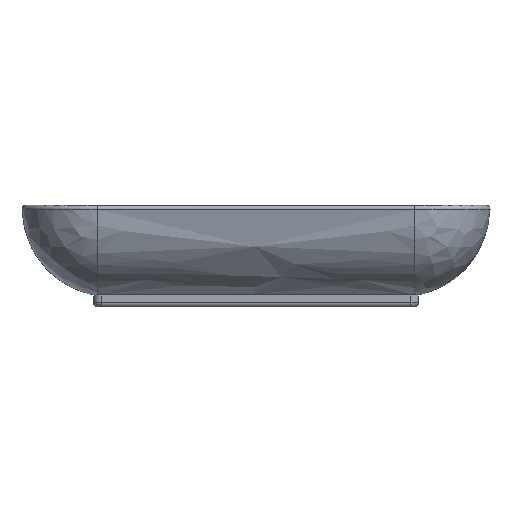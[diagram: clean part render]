
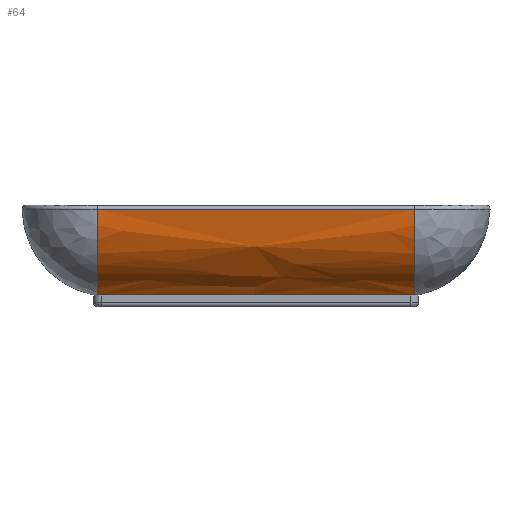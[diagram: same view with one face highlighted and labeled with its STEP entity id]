
A CAD part, front view. The second image highlights one B-rep face of the part: STEP entity #64.
In plain terms, the highlighted free-form (B-spline) face has degree [1, 3] with [2, 4] control points.
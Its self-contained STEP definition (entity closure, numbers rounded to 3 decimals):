
#64=ADVANCED_FACE('',(#272),#3023,.T.);
#272=FACE_OUTER_BOUND('',#480,.T.);
#480=EDGE_LOOP('',(#847,#848,#849,#850));
#847=ORIENTED_EDGE('',*,*,#1817,.F.);
#848=ORIENTED_EDGE('',*,*,#1813,.T.);
#849=ORIENTED_EDGE('',*,*,#1818,.F.);
#850=ORIENTED_EDGE('',*,*,#1816,.F.);
#1813=EDGE_CURVE('',#2821,#2822,#2244,.T.);
#1816=EDGE_CURVE('',#2823,#2824,#2245,.T.);
#1817=EDGE_CURVE('',#2821,#2823,#2246,.T.);
#1818=EDGE_CURVE('',#2824,#2822,#2247,.T.);
#2244=B_SPLINE_CURVE_WITH_KNOTS('',3,(#18282,#18283,#18284,#18285),
 .UNSPECIFIED.,.F.,.F.,(4,4),(-166.785,0.),.UNSPECIFIED.);
#2245=B_SPLINE_CURVE_WITH_KNOTS('',3,(#18292,#18293,#18294,#18295),
 .UNSPECIFIED.,.F.,.F.,(4,4),(-166.785,0.),.UNSPECIFIED.);
#2246=B_SPLINE_CURVE_WITH_KNOTS('',1,(#18296,#18297),.UNSPECIFIED.,.F.,
 .F.,(2,2),(-420.,0.),.UNSPECIFIED.);
#2247=B_SPLINE_CURVE_WITH_KNOTS('',3,(#18298,#18299,#18300,#18301,#18302,
#18303,#18304,#18305,#18306,#18307,#18308,#18309,#18310,#18311,#18312,#18313,
#18314,#18315,#18316,#18317,#18318,#18319,#18320,#18321,#18322,#18323,#18324,
#18325,#18326,#18327,#18328,#18329,#18330,#18331,#18332,#18333,#18334,#18335,
#18336),.UNSPECIFIED.,.F.,.F.,(4,2,2,2,2,2,2,1,1,1,1,1,1,1,1,1,1,1,2,2,
2,2,2,2,4),(-420.709,-419.065,-418.244,-417.422,
-416.6,-415.778,-414.957,-414.135,
-407.562,-394.414,-368.12,-315.532,
-210.354,-105.177,-52.589,-26.294,
-13.147,-6.574,-5.752,-4.93,
-4.108,-3.287,-2.465,-1.643,
0.),.UNSPECIFIED.);
#2821=VERTEX_POINT('',#17211);
#2822=VERTEX_POINT('',#17212);
#2823=VERTEX_POINT('',#17213);
#2824=VERTEX_POINT('',#17214);
#3023=B_SPLINE_SURFACE_WITH_KNOTS('',1,3,((#6466,#6467,#6468,#6469),(#6470,
#6471,#6472,#6473)),.UNSPECIFIED.,.F.,.F.,.F.,(2,2),(4,4),(0.,
420.),(0.,174.878),.UNSPECIFIED.);
#6466=CARTESIAN_POINT('',(-203.103,-108.713,15.825));
#6467=CARTESIAN_POINT('',(-203.103,-169.281,29.492));
#6468=CARTESIAN_POINT('',(-203.103,-199.852,77.143));
#6469=CARTESIAN_POINT('',(-203.103,-200.699,130.825));
#6470=CARTESIAN_POINT('',(203.575,-108.713,15.825));
#6471=CARTESIAN_POINT('',(203.575,-169.281,29.492));
#6472=CARTESIAN_POINT('',(203.575,-199.852,77.143));
#6473=CARTESIAN_POINT('',(203.575,-200.699,130.825));
#17211=CARTESIAN_POINT('',(-203.103,-200.525,125.663));
#17212=CARTESIAN_POINT('',(-203.103,-110.131,16.152));
#17213=CARTESIAN_POINT('',(203.575,-200.525,125.663));
#17214=CARTESIAN_POINT('',(203.575,-110.131,16.152));
#18282=CARTESIAN_POINT('',(-203.103,-200.525,125.663));
#18283=CARTESIAN_POINT('',(-203.103,-197.876,74.529));
#18284=CARTESIAN_POINT('',(-203.103,-167.825,29.783));
#18285=CARTESIAN_POINT('',(-203.103,-110.131,16.152));
#18292=CARTESIAN_POINT('',(203.575,-200.525,125.663));
#18293=CARTESIAN_POINT('',(203.575,-197.876,74.529));
#18294=CARTESIAN_POINT('',(203.575,-167.825,29.783));
#18295=CARTESIAN_POINT('',(203.575,-110.131,16.152));
#18296=CARTESIAN_POINT('',(-203.103,-200.525,125.663));
#18297=CARTESIAN_POINT('',(203.575,-200.525,125.663));
#18298=CARTESIAN_POINT('',(203.575,-110.131,16.152));
#18299=CARTESIAN_POINT('',(203.145,-110.433,16.224));
#18300=CARTESIAN_POINT('',(202.693,-110.694,16.286));
#18301=CARTESIAN_POINT('',(201.979,-111.021,16.366));
#18302=CARTESIAN_POINT('',(201.735,-111.121,16.39));
#18303=CARTESIAN_POINT('',(201.238,-111.297,16.433));
#18304=CARTESIAN_POINT('',(200.987,-111.371,16.451));
#18305=CARTESIAN_POINT('',(200.48,-111.498,16.482));
#18306=CARTESIAN_POINT('',(200.225,-111.551,16.495));
#18307=CARTESIAN_POINT('',(199.708,-111.628,16.514));
#18308=CARTESIAN_POINT('',(199.448,-111.656,16.521));
#18309=CARTESIAN_POINT('',(198.922,-111.685,16.528));
#18310=CARTESIAN_POINT('',(198.656,-111.681,16.527));
#18311=CARTESIAN_POINT('',(198.125,-111.681,16.527));
#18312=CARTESIAN_POINT('',(195.738,-111.681,16.527));
#18313=CARTESIAN_POINT('',(189.107,-111.681,16.527));
#18314=CARTESIAN_POINT('',(174.253,-111.681,16.527));
#18315=CARTESIAN_POINT('',(144.545,-111.681,16.527));
#18316=CARTESIAN_POINT('',(85.13,-111.681,16.527));
#18317=CARTESIAN_POINT('',(0.251,-111.681,16.527));
#18318=CARTESIAN_POINT('',(-84.628,-111.681,16.527));
#18319=CARTESIAN_POINT('',(-144.043,-111.681,16.527));
#18320=CARTESIAN_POINT('',(-173.751,-111.681,16.527));
#18321=CARTESIAN_POINT('',(-188.605,-111.681,16.527));
#18322=CARTESIAN_POINT('',(-195.236,-111.681,16.527));
#18323=CARTESIAN_POINT('',(-197.623,-111.681,16.527));
#18324=CARTESIAN_POINT('',(-198.154,-111.681,16.527));
#18325=CARTESIAN_POINT('',(-198.42,-111.685,16.529));
#18326=CARTESIAN_POINT('',(-198.947,-111.659,16.522));
#18327=CARTESIAN_POINT('',(-199.209,-111.631,16.515));
#18328=CARTESIAN_POINT('',(-199.73,-111.555,16.496));
#18329=CARTESIAN_POINT('',(-199.988,-111.503,16.483));
#18330=CARTESIAN_POINT('',(-200.502,-111.374,16.452));
#18331=CARTESIAN_POINT('',(-200.759,-111.299,16.433));
#18332=CARTESIAN_POINT('',(-201.257,-111.123,16.39));
#18333=CARTESIAN_POINT('',(-201.501,-111.024,16.366));
#18334=CARTESIAN_POINT('',(-202.215,-110.696,16.287));
#18335=CARTESIAN_POINT('',(-202.67,-110.435,16.224));
#18336=CARTESIAN_POINT('',(-203.103,-110.131,16.152));
